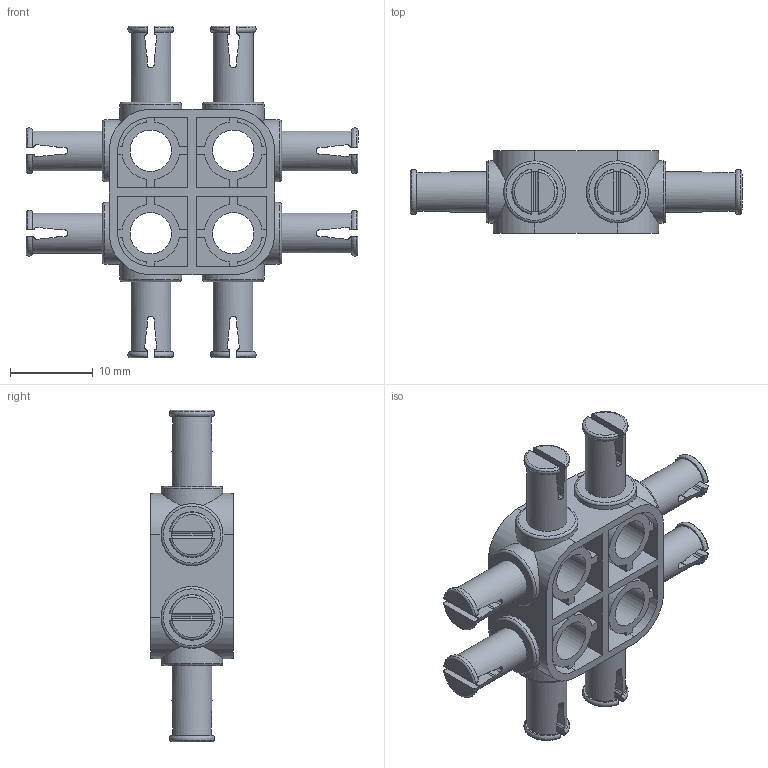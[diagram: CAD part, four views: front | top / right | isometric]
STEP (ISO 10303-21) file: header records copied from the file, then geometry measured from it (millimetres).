
FILE_DESCRIPTION(/* description */ (''),/* implementation_level */ '2;1');
FILE_NAME(/* name */ 'CC2x2.stp',/* time_stamp */ '2019-03-14T11:04:40+01:00',/* author */ ('Varga Daniel'),/* organization */ (''),/* preprocessor_version */ 'ST-DEVELOPER v17.2',/* originating_system */ 'Autodesk Inventor 2019',/* authorisation */ '');
FILE_SCHEMA (('AUTOMOTIVE_DESIGN { 1 0 10303 214 3 1 1 }'));
Length unit declared in the file: millimetre
Products named in the file (1): CC2x2
Bounding box: 40.2 x 10 x 40.2 mm (x, y, z)
Volume: 3449 mm3; surface area: 5296.7 mm2
Topology: 1 solids, 1 shells, 410 faces, 1176 edges, 784 vertices
Faces by surface type: plane 238, cylinder 132, torus 40
Full cylindrical faces by diameter (mm): 4.875 x8, 5 x4, 7.5 x8
Entity records: 15328 total; most frequent: CARTESIAN_POINT 4227, ORIENTED_EDGE 2352, DIRECTION 2082, EDGE_CURVE 1176, VERTEX_POINT 784, AXIS2_PLACEMENT_3D 703, LINE 676, VECTOR 676
